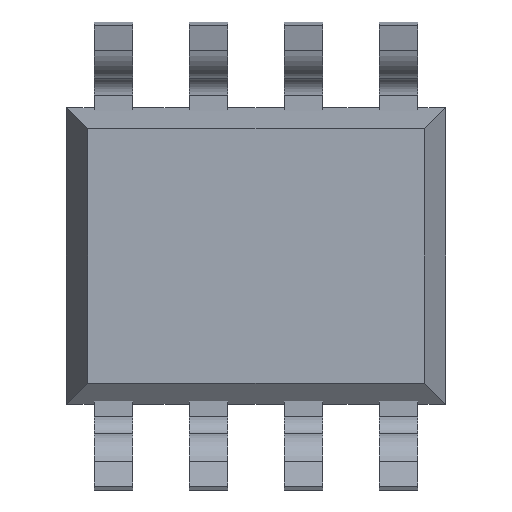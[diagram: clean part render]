
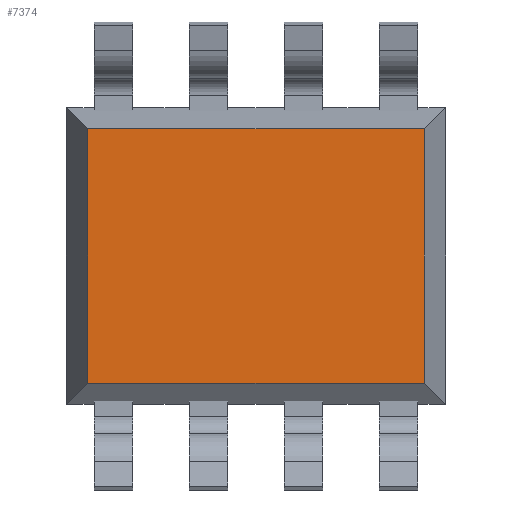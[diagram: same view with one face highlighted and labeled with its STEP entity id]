
A CAD part, front view. The second image highlights one B-rep face of the part: STEP entity #7374.
In plain terms, the highlighted planar face has unit normal (0, -1, 0).
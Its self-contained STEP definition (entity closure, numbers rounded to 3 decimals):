
#370 = EDGE_LOOP ( 'NONE', ( #9141, #3708, #2648, #9628 ) ) ;
#856 = PLANE ( 'NONE',  #8520 ) ;
#1063 = CARTESIAN_POINT ( 'NONE',  ( -2.25, 0.2, -1.7 ) ) ;
#1190 = CARTESIAN_POINT ( 'NONE',  ( -2.55, 0.2, 1.7 ) ) ;
#2038 = DIRECTION ( 'NONE',  ( 0., 0., 1. ) ) ;
#2055 = VECTOR ( 'NONE', #5067, 1000. ) ;
#2338 = EDGE_CURVE ( 'NONE', #4467, #5014, #8953, .T. ) ;
#2648 = ORIENTED_EDGE ( 'NONE', *, *, #2338, .T. ) ;
#3121 = FACE_OUTER_BOUND ( 'NONE', #370, .T. ) ;
#3708 = ORIENTED_EDGE ( 'NONE', *, *, #3983, .T. ) ;
#3812 = DIRECTION ( 'NONE',  ( 0., 0., -1. ) ) ;
#3983 = EDGE_CURVE ( 'NONE', #9012, #4467, #4977, .T. ) ;
#4277 = CARTESIAN_POINT ( 'NONE',  ( 2.55, 0.2, -1.7 ) ) ;
#4454 = EDGE_CURVE ( 'NONE', #5014, #9271, #6675, .T. ) ;
#4467 = VERTEX_POINT ( 'NONE', #9003 ) ;
#4977 = LINE ( 'NONE', #4277, #2055 ) ;
#5014 = VERTEX_POINT ( 'NONE', #9301 ) ;
#5067 = DIRECTION ( 'NONE',  ( 1., 0., 0. ) ) ;
#5089 = CARTESIAN_POINT ( 'NONE',  ( -2.25, 0.2, -2. ) ) ;
#5142 = CARTESIAN_POINT ( 'NONE',  ( 2.25, 0.2, 2. ) ) ;
#6154 = DIRECTION ( 'NONE',  ( 0., -1., 0. ) ) ;
#6486 = LINE ( 'NONE', #5089, #7376 ) ;
#6675 = LINE ( 'NONE', #1190, #7991 ) ;
#6749 = CARTESIAN_POINT ( 'NONE',  ( 0., 0.2, 0. ) ) ;
#6953 = CARTESIAN_POINT ( 'NONE',  ( -2.25, 0.2, 1.7 ) ) ;
#7153 = VECTOR ( 'NONE', #2038, 1000. ) ;
#7374 = ADVANCED_FACE ( 'NONE', ( #3121 ), #856, .T. ) ;
#7376 = VECTOR ( 'NONE', #7401, 1000. ) ;
#7401 = DIRECTION ( 'NONE',  ( 0., 0., -1. ) ) ;
#7524 = EDGE_CURVE ( 'NONE', #9271, #9012, #6486, .T. ) ;
#7991 = VECTOR ( 'NONE', #9667, 1000. ) ;
#8520 = AXIS2_PLACEMENT_3D ( 'NONE', #6749, #6154, #3812 ) ;
#8953 = LINE ( 'NONE', #5142, #7153 ) ;
#9003 = CARTESIAN_POINT ( 'NONE',  ( 2.25, 0.2, -1.7 ) ) ;
#9012 = VERTEX_POINT ( 'NONE', #1063 ) ;
#9141 = ORIENTED_EDGE ( 'NONE', *, *, #7524, .T. ) ;
#9271 = VERTEX_POINT ( 'NONE', #6953 ) ;
#9301 = CARTESIAN_POINT ( 'NONE',  ( 2.25, 0.2, 1.7 ) ) ;
#9628 = ORIENTED_EDGE ( 'NONE', *, *, #4454, .T. ) ;
#9667 = DIRECTION ( 'NONE',  ( -1., 0., 0. ) ) ;
